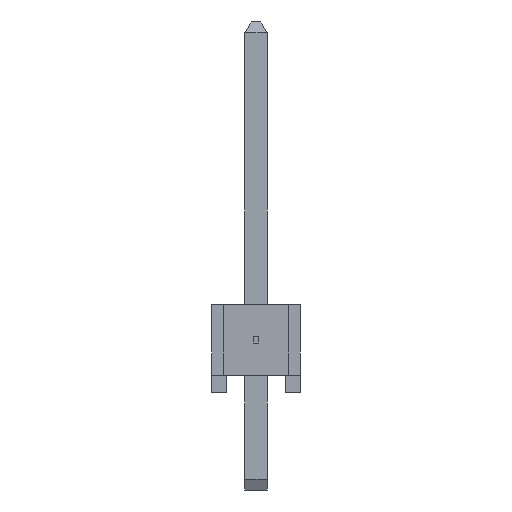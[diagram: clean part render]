
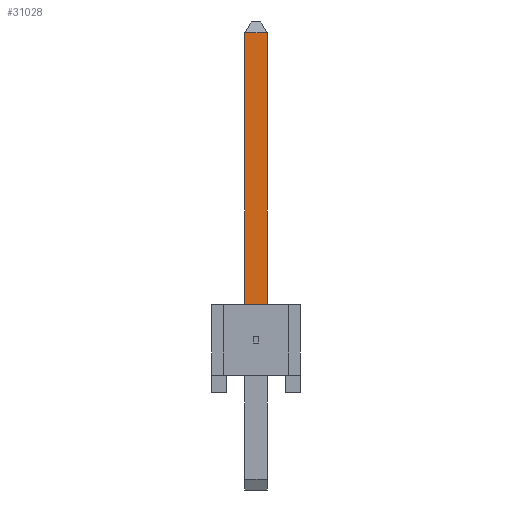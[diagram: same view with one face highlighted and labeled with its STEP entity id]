
A CAD part, left-side view. The second image highlights one B-rep face of the part: STEP entity #31028.
In plain terms, the highlighted planar face has unit normal (-1, 0, 0).
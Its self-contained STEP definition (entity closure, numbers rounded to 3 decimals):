
#31028 = ADVANCED_FACE('',(#31029),#31063,.F.);
#31029 = FACE_BOUND('',#31030,.T.);
#31030 = EDGE_LOOP('',(#31031,#31041,#31049,#31057));
#31031 = ORIENTED_EDGE('',*,*,#31032,.T.);
#31032 = EDGE_CURVE('',#31033,#31035,#31037,.T.);
#31033 = VERTEX_POINT('',#31034);
#31034 = CARTESIAN_POINT('',(-30.798,13.157,0.318));
#31035 = VERTEX_POINT('',#31036);
#31036 = CARTESIAN_POINT('',(-30.798,13.157,-0.318));
#31037 = LINE('',#31038,#31039);
#31038 = CARTESIAN_POINT('',(-30.798,13.157,2.54));
#31039 = VECTOR('',#31040,1.);
#31040 = DIRECTION('',(0.,0.,-1.));
#31041 = ORIENTED_EDGE('',*,*,#31042,.T.);
#31042 = EDGE_CURVE('',#31035,#31043,#31045,.T.);
#31043 = VERTEX_POINT('',#31044);
#31044 = CARTESIAN_POINT('',(-30.798,4.191,-0.318));
#31045 = LINE('',#31046,#31047);
#31046 = CARTESIAN_POINT('',(-30.798,13.462,-0.318));
#31047 = VECTOR('',#31048,1.);
#31048 = DIRECTION('',(0.,-1.,0.));
#31049 = ORIENTED_EDGE('',*,*,#31050,.F.);
#31050 = EDGE_CURVE('',#31051,#31043,#31053,.T.);
#31051 = VERTEX_POINT('',#31052);
#31052 = CARTESIAN_POINT('',(-30.798,4.191,0.318));
#31053 = LINE('',#31054,#31055);
#31054 = CARTESIAN_POINT('',(-30.798,4.191,0.318));
#31055 = VECTOR('',#31056,1.);
#31056 = DIRECTION('',(0.,0.,-1.));
#31057 = ORIENTED_EDGE('',*,*,#31058,.F.);
#31058 = EDGE_CURVE('',#31033,#31051,#31059,.T.);
#31059 = LINE('',#31060,#31061);
#31060 = CARTESIAN_POINT('',(-30.798,13.462,0.318));
#31061 = VECTOR('',#31062,1.);
#31062 = DIRECTION('',(0.,-1.,0.));
#31063 = PLANE('',#31064);
#31064 = AXIS2_PLACEMENT_3D('',#31065,#31066,#31067);
#31065 = CARTESIAN_POINT('',(-30.798,13.462,0.318));
#31066 = DIRECTION('',(1.,0.,0.));
#31067 = DIRECTION('',(0.,0.,-1.));
